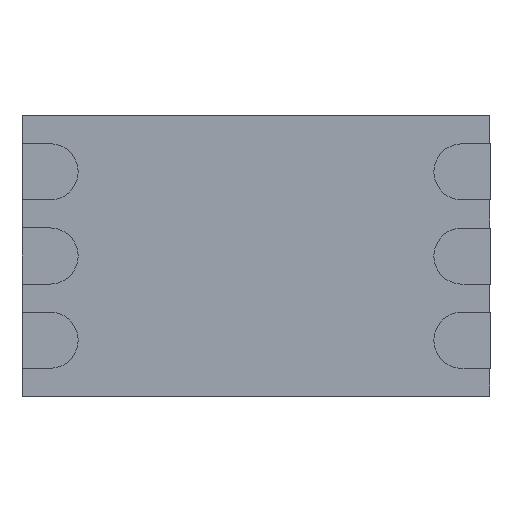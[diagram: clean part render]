
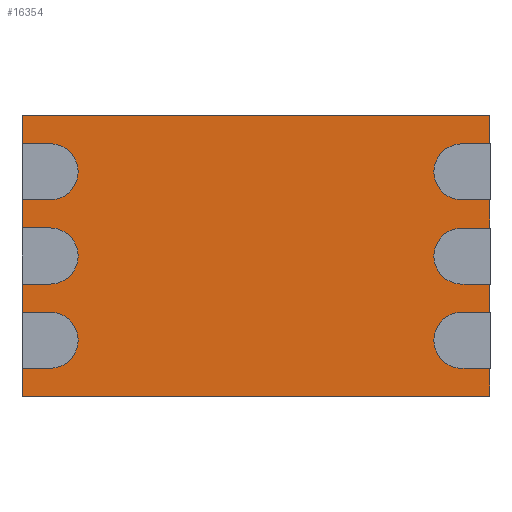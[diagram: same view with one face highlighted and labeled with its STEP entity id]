
A CAD part, front view. The second image highlights one B-rep face of the part: STEP entity #16354.
In plain terms, the highlighted planar face has unit normal (0, -1, 0).
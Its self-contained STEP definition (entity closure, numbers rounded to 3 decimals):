
#1809=CIRCLE('',#16748,1.);
#1810=CIRCLE('',#16759,1.);
#1811=CIRCLE('',#16764,1.);
#1812=CIRCLE('',#16765,1.);
#1813=CIRCLE('',#16766,1.);
#1814=CIRCLE('',#16767,1.);
#2611=FACE_OUTER_BOUND('',#3511,.T.);
#3511=EDGE_LOOP('',(#14820,#14821,#14822,#14823,#14824,#14825,#14826,#14827,
#14828,#14829,#14830,#14831,#14832,#14833,#14834,#14835,#14836,#14837,#14838,
#14839,#14840,#14841,#14842,#14843,#14844,#14845,#14846,#14847));
#4683=LINE('',#32879,#5967);
#4691=LINE('',#32895,#5975);
#4692=LINE('',#32898,#5976);
#4697=LINE('',#32907,#5981);
#4705=LINE('',#32925,#5989);
#4713=LINE('',#32942,#5997);
#4718=LINE('',#32953,#6002);
#4719=LINE('',#32957,#6003);
#4720=LINE('',#32958,#6004);
#4721=LINE('',#32960,#6005);
#4722=LINE('',#32962,#6006);
#4723=LINE('',#32964,#6007);
#4724=LINE('',#32966,#6008);
#4725=LINE('',#32970,#6009);
#4726=LINE('',#32972,#6010);
#4727=LINE('',#32974,#6011);
#4728=LINE('',#32978,#6012);
#4729=LINE('',#32980,#6013);
#4730=LINE('',#32982,#6014);
#4731=LINE('',#32986,#6015);
#4732=LINE('',#32988,#6016);
#4733=LINE('',#32989,#6017);
#5967=VECTOR('',#18516,10.);
#5975=VECTOR('',#18530,10.);
#5976=VECTOR('',#18533,10.);
#5981=VECTOR('',#18540,10.);
#5989=VECTOR('',#18560,10.);
#5997=VECTOR('',#18574,10.);
#6002=VECTOR('',#18585,10.);
#6003=VECTOR('',#18588,10.);
#6004=VECTOR('',#18589,10.);
#6005=VECTOR('',#18590,10.);
#6006=VECTOR('',#18591,10.);
#6007=VECTOR('',#18592,10.);
#6008=VECTOR('',#18593,10.);
#6009=VECTOR('',#18596,10.);
#6010=VECTOR('',#18597,10.);
#6011=VECTOR('',#18598,10.);
#6012=VECTOR('',#18601,10.);
#6013=VECTOR('',#18602,10.);
#6014=VECTOR('',#18603,10.);
#6015=VECTOR('',#18606,10.);
#6016=VECTOR('',#18607,10.);
#6017=VECTOR('',#18608,10.);
#7680=VERTEX_POINT('',#32875);
#7682=VERTEX_POINT('',#32878);
#7684=VERTEX_POINT('',#32885);
#7686=VERTEX_POINT('',#32890);
#7688=VERTEX_POINT('',#32897);
#7691=VERTEX_POINT('',#32905);
#7694=VERTEX_POINT('',#32922);
#7695=VERTEX_POINT('',#32924);
#7698=VERTEX_POINT('',#32932);
#7701=VERTEX_POINT('',#32940);
#7704=VERTEX_POINT('',#32952);
#7705=VERTEX_POINT('',#32954);
#7706=VERTEX_POINT('',#32956);
#7707=VERTEX_POINT('',#32959);
#7708=VERTEX_POINT('',#32961);
#7709=VERTEX_POINT('',#32963);
#7710=VERTEX_POINT('',#32965);
#7711=VERTEX_POINT('',#32967);
#7712=VERTEX_POINT('',#32969);
#7713=VERTEX_POINT('',#32971);
#7714=VERTEX_POINT('',#32973);
#7715=VERTEX_POINT('',#32975);
#7716=VERTEX_POINT('',#32977);
#7717=VERTEX_POINT('',#32979);
#7718=VERTEX_POINT('',#32981);
#7719=VERTEX_POINT('',#32983);
#7720=VERTEX_POINT('',#32985);
#7721=VERTEX_POINT('',#32987);
#10067=EDGE_CURVE('',#7682,#7680,#4683,.T.);
#10071=EDGE_CURVE('',#7684,#7682,#1809,.T.);
#10076=EDGE_CURVE('',#7686,#7684,#4691,.T.);
#10077=EDGE_CURVE('',#7688,#7686,#4692,.T.);
#10082=EDGE_CURVE('',#7680,#7691,#4697,.T.);
#10090=EDGE_CURVE('',#7695,#7694,#4705,.T.);
#10095=EDGE_CURVE('',#7694,#7698,#1810,.T.);
#10099=EDGE_CURVE('',#7698,#7701,#4713,.T.);
#10104=EDGE_CURVE('',#7691,#7704,#4718,.T.);
#10105=EDGE_CURVE('',#7704,#7705,#1811,.T.);
#10106=EDGE_CURVE('',#7705,#7706,#4719,.T.);
#10107=EDGE_CURVE('',#7706,#7695,#4720,.T.);
#10108=EDGE_CURVE('',#7701,#7707,#4721,.T.);
#10109=EDGE_CURVE('',#7707,#7708,#4722,.T.);
#10110=EDGE_CURVE('',#7708,#7709,#4723,.T.);
#10111=EDGE_CURVE('',#7709,#7710,#4724,.T.);
#10112=EDGE_CURVE('',#7710,#7711,#1812,.T.);
#10113=EDGE_CURVE('',#7711,#7712,#4725,.T.);
#10114=EDGE_CURVE('',#7712,#7713,#4726,.T.);
#10115=EDGE_CURVE('',#7713,#7714,#4727,.T.);
#10116=EDGE_CURVE('',#7714,#7715,#1813,.T.);
#10117=EDGE_CURVE('',#7715,#7716,#4728,.T.);
#10118=EDGE_CURVE('',#7716,#7717,#4729,.T.);
#10119=EDGE_CURVE('',#7717,#7718,#4730,.T.);
#10120=EDGE_CURVE('',#7718,#7719,#1814,.T.);
#10121=EDGE_CURVE('',#7719,#7720,#4731,.T.);
#10122=EDGE_CURVE('',#7720,#7721,#4732,.T.);
#10123=EDGE_CURVE('',#7721,#7688,#4733,.T.);
#14820=ORIENTED_EDGE('',*,*,#10067,.T.);
#14821=ORIENTED_EDGE('',*,*,#10082,.T.);
#14822=ORIENTED_EDGE('',*,*,#10104,.T.);
#14823=ORIENTED_EDGE('',*,*,#10105,.T.);
#14824=ORIENTED_EDGE('',*,*,#10106,.T.);
#14825=ORIENTED_EDGE('',*,*,#10107,.T.);
#14826=ORIENTED_EDGE('',*,*,#10090,.T.);
#14827=ORIENTED_EDGE('',*,*,#10095,.T.);
#14828=ORIENTED_EDGE('',*,*,#10099,.T.);
#14829=ORIENTED_EDGE('',*,*,#10108,.T.);
#14830=ORIENTED_EDGE('',*,*,#10109,.T.);
#14831=ORIENTED_EDGE('',*,*,#10110,.T.);
#14832=ORIENTED_EDGE('',*,*,#10111,.T.);
#14833=ORIENTED_EDGE('',*,*,#10112,.T.);
#14834=ORIENTED_EDGE('',*,*,#10113,.T.);
#14835=ORIENTED_EDGE('',*,*,#10114,.T.);
#14836=ORIENTED_EDGE('',*,*,#10115,.T.);
#14837=ORIENTED_EDGE('',*,*,#10116,.T.);
#14838=ORIENTED_EDGE('',*,*,#10117,.T.);
#14839=ORIENTED_EDGE('',*,*,#10118,.T.);
#14840=ORIENTED_EDGE('',*,*,#10119,.T.);
#14841=ORIENTED_EDGE('',*,*,#10120,.T.);
#14842=ORIENTED_EDGE('',*,*,#10121,.T.);
#14843=ORIENTED_EDGE('',*,*,#10122,.T.);
#14844=ORIENTED_EDGE('',*,*,#10123,.T.);
#14845=ORIENTED_EDGE('',*,*,#10077,.T.);
#14846=ORIENTED_EDGE('',*,*,#10076,.T.);
#14847=ORIENTED_EDGE('',*,*,#10071,.T.);
#15431=PLANE('',#16763);
#16354=ADVANCED_FACE('',(#2611),#15431,.F.);
#16748=AXIS2_PLACEMENT_3D('',#32886,#18522,#18523);
#16759=AXIS2_PLACEMENT_3D('',#32934,#18567,#18568);
#16763=AXIS2_PLACEMENT_3D('',#32951,#18583,#18584);
#16764=AXIS2_PLACEMENT_3D('',#32955,#18586,#18587);
#16765=AXIS2_PLACEMENT_3D('',#32968,#18594,#18595);
#16766=AXIS2_PLACEMENT_3D('',#32976,#18599,#18600);
#16767=AXIS2_PLACEMENT_3D('',#32984,#18604,#18605);
#18516=DIRECTION('',(1.,0.,0.));
#18522=DIRECTION('center_axis',(0.,1.,0.));
#18523=DIRECTION('ref_axis',(0.,0.,-1.));
#18530=DIRECTION('',(-1.,0.,0.));
#18533=DIRECTION('',(0.,0.,1.));
#18540=DIRECTION('',(0.,0.,1.));
#18560=DIRECTION('',(-1.,0.,0.));
#18567=DIRECTION('center_axis',(0.,1.,0.));
#18568=DIRECTION('ref_axis',(0.,0.,-1.));
#18574=DIRECTION('',(1.,0.,0.));
#18583=DIRECTION('center_axis',(0.,1.,0.));
#18584=DIRECTION('ref_axis',(1.,0.,0.));
#18585=DIRECTION('',(-1.,0.,0.));
#18586=DIRECTION('center_axis',(0.,1.,0.));
#18587=DIRECTION('ref_axis',(0.,0.,-1.));
#18588=DIRECTION('',(1.,0.,0.));
#18589=DIRECTION('',(0.,0.,1.));
#18590=DIRECTION('',(0.,0.,1.));
#18591=DIRECTION('',(-1.,0.,0.));
#18592=DIRECTION('',(0.,0.,-1.));
#18593=DIRECTION('',(1.,0.,0.));
#18594=DIRECTION('center_axis',(0.,1.,0.));
#18595=DIRECTION('ref_axis',(0.,0.,1.));
#18596=DIRECTION('',(-1.,0.,0.));
#18597=DIRECTION('',(0.,0.,-1.));
#18598=DIRECTION('',(1.,0.,0.));
#18599=DIRECTION('center_axis',(0.,1.,0.));
#18600=DIRECTION('ref_axis',(0.,0.,1.));
#18601=DIRECTION('',(-1.,0.,0.));
#18602=DIRECTION('',(0.,0.,-1.));
#18603=DIRECTION('',(1.,0.,0.));
#18604=DIRECTION('center_axis',(0.,1.,0.));
#18605=DIRECTION('ref_axis',(0.,0.,1.));
#18606=DIRECTION('',(-1.,0.,0.));
#18607=DIRECTION('',(0.,0.,-1.));
#18608=DIRECTION('',(1.,0.,0.));
#32875=CARTESIAN_POINT('',(16.667,0.,2.997));
#32878=CARTESIAN_POINT('',(15.669,0.,2.997));
#32879=CARTESIAN_POINT('',(12.501,0.,2.997));
#32885=CARTESIAN_POINT('',(15.67,0.,0.997));
#32886=CARTESIAN_POINT('Origin',(15.669,0.,1.997));
#32890=CARTESIAN_POINT('',(16.667,0.,0.997));
#32895=CARTESIAN_POINT('',(12.002,0.,0.997));
#32897=CARTESIAN_POINT('',(16.667,0.,0.));
#32898=CARTESIAN_POINT('',(16.667,0.,0.));
#32905=CARTESIAN_POINT('',(16.667,0.,3.997));
#32907=CARTESIAN_POINT('',(16.667,0.,0.));
#32922=CARTESIAN_POINT('',(15.67,0.,6.997));
#32924=CARTESIAN_POINT('',(16.667,0.,6.997));
#32925=CARTESIAN_POINT('',(12.002,0.,6.997));
#32932=CARTESIAN_POINT('',(15.669,0.,8.997));
#32934=CARTESIAN_POINT('Origin',(15.669,0.,7.997));
#32940=CARTESIAN_POINT('',(16.667,0.,8.997));
#32942=CARTESIAN_POINT('',(12.501,0.,8.997));
#32951=CARTESIAN_POINT('Origin',(8.333,0.,5.));
#32952=CARTESIAN_POINT('',(15.67,0.,3.997));
#32953=CARTESIAN_POINT('',(12.002,0.,3.997));
#32954=CARTESIAN_POINT('',(15.669,0.,5.997));
#32955=CARTESIAN_POINT('Origin',(15.669,0.,4.997));
#32956=CARTESIAN_POINT('',(16.667,0.,5.997));
#32957=CARTESIAN_POINT('',(12.501,0.,5.997));
#32958=CARTESIAN_POINT('',(16.667,0.,0.));
#32959=CARTESIAN_POINT('',(16.667,0.,10.));
#32960=CARTESIAN_POINT('',(16.667,0.,0.));
#32961=CARTESIAN_POINT('',(0.,0.,10.));
#32962=CARTESIAN_POINT('',(16.667,0.,10.));
#32963=CARTESIAN_POINT('',(0.,0.,9.));
#32964=CARTESIAN_POINT('',(0.,0.,10.));
#32965=CARTESIAN_POINT('',(1.,0.,9.));
#32966=CARTESIAN_POINT('',(4.666,0.,9.));
#32967=CARTESIAN_POINT('',(1.,0.,7.));
#32968=CARTESIAN_POINT('Origin',(1.,0.,8.));
#32969=CARTESIAN_POINT('',(0.,0.,7.));
#32970=CARTESIAN_POINT('',(4.167,0.,7.));
#32971=CARTESIAN_POINT('',(0.,0.,6.));
#32972=CARTESIAN_POINT('',(0.,0.,10.));
#32973=CARTESIAN_POINT('',(1.,0.,6.));
#32974=CARTESIAN_POINT('',(4.666,0.,6.));
#32975=CARTESIAN_POINT('',(1.,0.,4.));
#32976=CARTESIAN_POINT('Origin',(1.,0.,5.));
#32977=CARTESIAN_POINT('',(0.,0.,4.));
#32978=CARTESIAN_POINT('',(4.167,0.,4.));
#32979=CARTESIAN_POINT('',(0.,0.,3.));
#32980=CARTESIAN_POINT('',(0.,0.,10.));
#32981=CARTESIAN_POINT('',(1.,0.,3.));
#32982=CARTESIAN_POINT('',(4.666,0.,3.));
#32983=CARTESIAN_POINT('',(1.,0.,1.));
#32984=CARTESIAN_POINT('Origin',(1.,0.,2.));
#32985=CARTESIAN_POINT('',(0.,0.,1.));
#32986=CARTESIAN_POINT('',(4.167,0.,1.));
#32987=CARTESIAN_POINT('',(0.,0.,0.));
#32988=CARTESIAN_POINT('',(0.,0.,10.));
#32989=CARTESIAN_POINT('',(0.,0.,0.));
